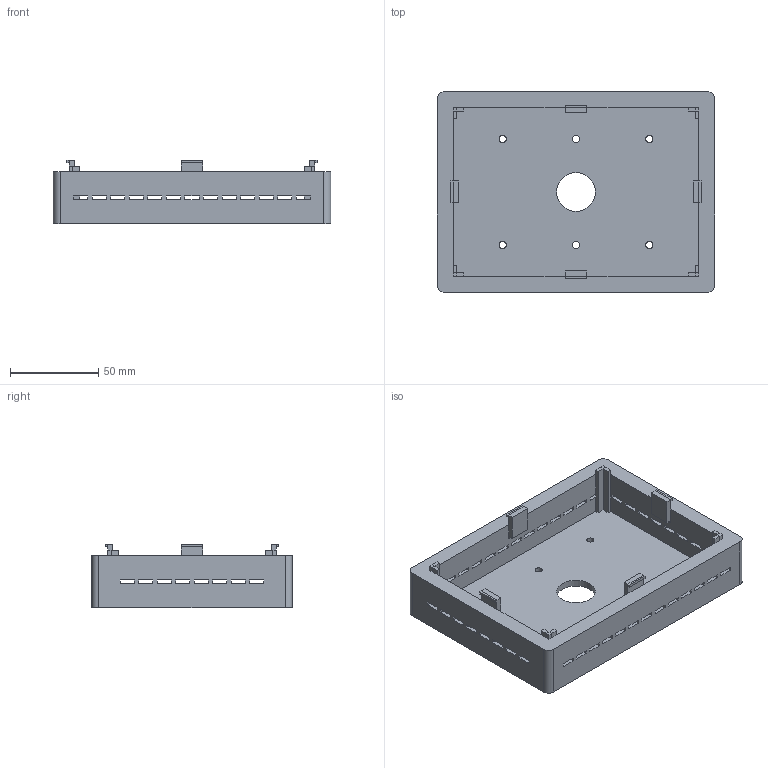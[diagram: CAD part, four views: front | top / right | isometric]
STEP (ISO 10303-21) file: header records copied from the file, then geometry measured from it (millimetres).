
FILE_DESCRIPTION(('FreeCAD Model'),'2;1');
FILE_NAME('Open CASCADE Shape Model','2025-12-24T13:53:08',('FreeCAD'),( 'FreeCAD'),'Open CASCADE STEP processor 7.5','FreeCAD','Unknown');
FILE_SCHEMA(('AUTOMOTIVE_DESIGN { 1 0 10303 214 1 1 1 1 }'));
Length unit declared in the file: millimetre
Products named in the file (1): Open CASCADE STEP translator 7.5 1
Bounding box: 157 x 113.5 x 36.1 mm (x, y, z)
Volume: 184007.3 mm3; surface area: 71051.4 mm2
Topology: 1 solids, 1 shells, 290 faces, 809 edges, 518 vertices
Faces by surface type: plane 279, cylinder 11
Full cylindrical faces by diameter (mm): 4 x6, 22 x1
Entity records: 19820 total; most frequent: CARTESIAN_POINT 3344, DIRECTION 3013, LINE 2383, VECTOR 2383, ORIENTED_EDGE 1618, PCURVE 1618, DEFINITIONAL_REPRESENTATION 1618, EDGE_CURVE 809
